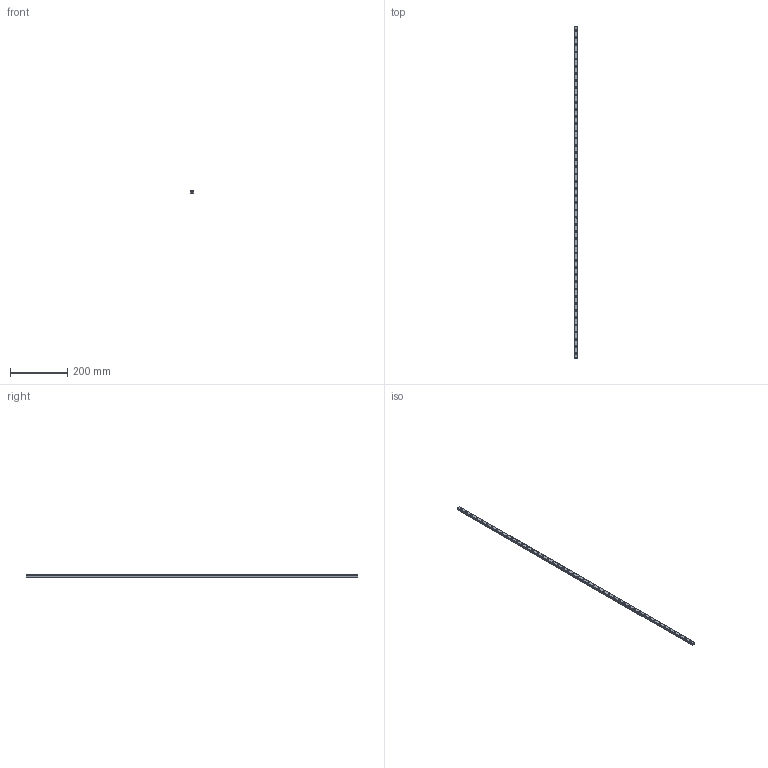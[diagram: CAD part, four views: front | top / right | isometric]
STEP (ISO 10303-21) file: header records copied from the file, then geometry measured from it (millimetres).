
FILE_DESCRIPTION(('STEP AP214'),'1');
FILE_NAME('cctmp_FC01C91A-2178-4865-A091-79015793C09A_2021_02_19_11_17_59_0488..stp','2021-02-19T10:17:59',('HIWIN GmbH'),('CADClick - www.CADClick.com'),'Spatial InterOp 3D',' ','unknown authorization');
FILE_SCHEMA(('AUTOMOTIVE_DESIGN'));
Length unit declared in the file: millimetre
Products named in the file (1): MGNR12R1155CM_FILE
Bounding box: 12 x 1155 x 8 mm (x, y, z)
Volume: 98951.3 mm3; surface area: 57458.6 mm2
Topology: 1 solids, 1 shells, 509 faces, 1095 edges, 730 vertices
Faces by surface type: cylinder 292, plane 217
Entity records: 18169 total; most frequent: DIRECTION 2699, CARTESIAN_POINT 2335, ORIENTED_EDGE 2190, EDGE_CURVE 1095, AXIS2_PLACEMENT_3D 1094, VERTEX_POINT 730, EDGE_LOOP 651, CIRCLE 584
